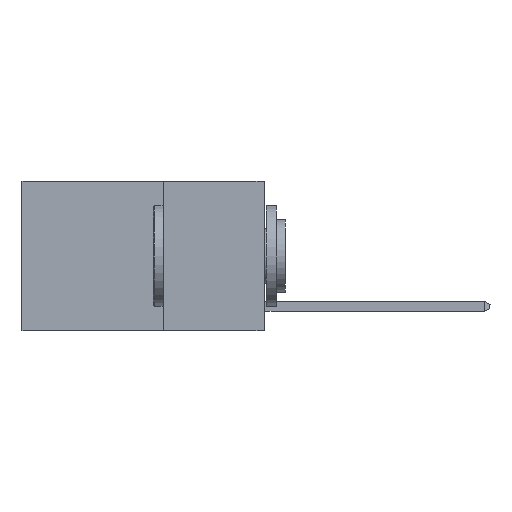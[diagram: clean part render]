
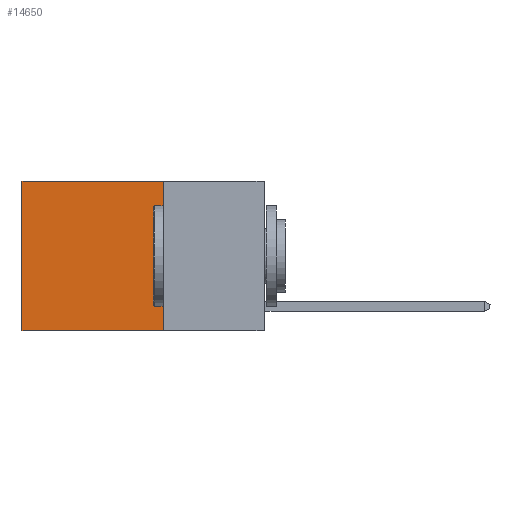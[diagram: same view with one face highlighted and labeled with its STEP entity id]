
A CAD part, left-side view. The second image highlights one B-rep face of the part: STEP entity #14650.
In plain terms, the highlighted planar face has unit normal (-1, 0, 0).
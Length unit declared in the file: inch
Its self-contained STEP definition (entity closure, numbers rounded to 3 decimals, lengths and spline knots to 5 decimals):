
#459 = DIRECTION ( 'NONE',  ( 0., 1., 0. ) ) ;
#1764 = EDGE_CURVE ( 'NONE', #8808, #5584, #25935, .T. ) ;
#2437 = EDGE_CURVE ( 'NONE', #5584, #16847, #18029, .T. ) ;
#3738 = VECTOR ( 'NONE', #11855, 39.37008 ) ;
#5378 = FACE_OUTER_BOUND ( 'NONE', #8601, .T. ) ;
#5584 = VERTEX_POINT ( 'NONE', #10601 ) ;
#5867 = VECTOR ( 'NONE', #8464, 39.37008 ) ;
#7010 = CARTESIAN_POINT ( 'NONE',  ( 0.2625, 0.25, -0.37 ) ) ;
#8464 = DIRECTION ( 'NONE',  ( 0., 0., -1. ) ) ;
#8601 = EDGE_LOOP ( 'NONE', ( #16166, #11118, #14428, #22677 ) ) ;
#8808 = VERTEX_POINT ( 'NONE', #27193 ) ;
#9309 = CARTESIAN_POINT ( 'NONE',  ( 0.2625, 0.25, 0. ) ) ;
#10199 = LINE ( 'NONE', #25578, #28807 ) ;
#10601 = CARTESIAN_POINT ( 'NONE',  ( 0.2625, 0.25, -0.37 ) ) ;
#11118 = ORIENTED_EDGE ( 'NONE', *, *, #2437, .F. ) ;
#11634 = DIRECTION ( 'NONE',  ( 0., 0., -1. ) ) ;
#11855 = DIRECTION ( 'NONE',  ( 0., 0., -1. ) ) ;
#12148 = CARTESIAN_POINT ( 'NONE',  ( 0.2625, 0.6, -0.37 ) ) ;
#13096 = CARTESIAN_POINT ( 'NONE',  ( 0.2625, 0.6, 0. ) ) ;
#13212 = DIRECTION ( 'NONE',  ( 0., 1., 0. ) ) ;
#14428 = ORIENTED_EDGE ( 'NONE', *, *, #1764, .F. ) ;
#14440 = CARTESIAN_POINT ( 'NONE',  ( 0.2625, 0.25, 0. ) ) ;
#14650 = ADVANCED_FACE ( 'NONE', ( #5378 ), #16102, .F. ) ;
#14798 = LINE ( 'NONE', #13096, #5867 ) ;
#16102 = PLANE ( 'NONE',  #27567 ) ;
#16166 = ORIENTED_EDGE ( 'NONE', *, *, #23590, .T. ) ;
#16847 = VERTEX_POINT ( 'NONE', #12148 ) ;
#17333 = VERTEX_POINT ( 'NONE', #22827 ) ;
#18029 = LINE ( 'NONE', #7010, #23396 ) ;
#18436 = DIRECTION ( 'NONE',  ( 1., 0., 0. ) ) ;
#22677 = ORIENTED_EDGE ( 'NONE', *, *, #22885, .T. ) ;
#22827 = CARTESIAN_POINT ( 'NONE',  ( 0.2625, 0.6, 0. ) ) ;
#22885 = EDGE_CURVE ( 'NONE', #8808, #17333, #10199, .T. ) ;
#23396 = VECTOR ( 'NONE', #13212, 39.37008 ) ;
#23590 = EDGE_CURVE ( 'NONE', #17333, #16847, #14798, .T. ) ;
#25578 = CARTESIAN_POINT ( 'NONE',  ( 0.2625, 0.25, 0. ) ) ;
#25935 = LINE ( 'NONE', #14440, #3738 ) ;
#27193 = CARTESIAN_POINT ( 'NONE',  ( 0.2625, 0.25, 0. ) ) ;
#27567 = AXIS2_PLACEMENT_3D ( 'NONE', #9309, #18436, #11634 ) ;
#28807 = VECTOR ( 'NONE', #459, 39.37008 ) ;
